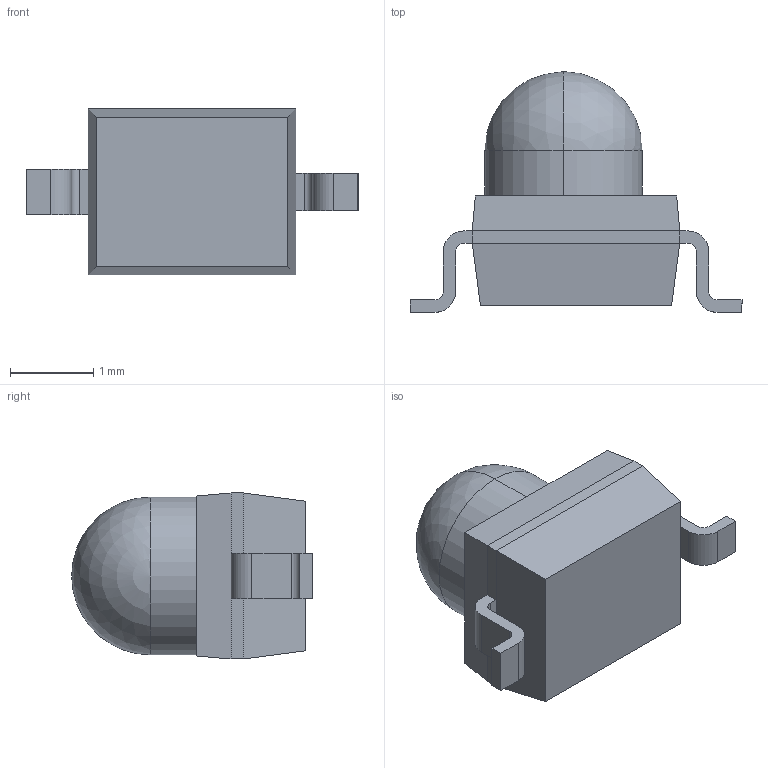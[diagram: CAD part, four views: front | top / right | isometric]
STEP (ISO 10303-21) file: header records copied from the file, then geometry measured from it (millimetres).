
FILE_DESCRIPTION (( 'STEP AP214' ),'1' );
FILE_NAME ('TEMT1020.STEP','2023-05-25T01:06:14',( '' ),( '' ),'SwSTEP 2.0','SolidWorks 2021','' );
FILE_SCHEMA (( 'AUTOMOTIVE_DESIGN' ));
Length unit declared in the file: millimetre
Products named in the file (1): TEMT1020
Bounding box: 4 x 2.9 x 2 mm (x, y, z)
Volume: 9.8 mm3; surface area: 30.6 mm2
Topology: 3 solids, 3 shells, 46 faces, 112 edges, 71 vertices
Faces by surface type: plane 34, cylinder 10, sphere 2
Entity records: 995 total; most frequent: ORIENTED_EDGE 216, CARTESIAN_POINT 122, EDGE_CURVE 108, LINE 86, VERTEX_POINT 69, AXIS2_PLACEMENT_3D 61, DIRECTION 60, EDGE_LOOP 47
